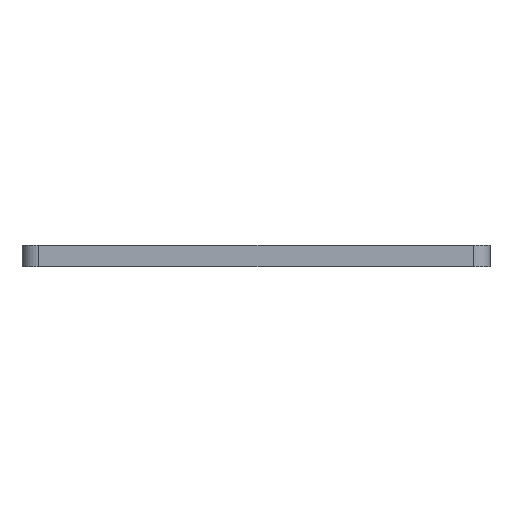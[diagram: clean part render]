
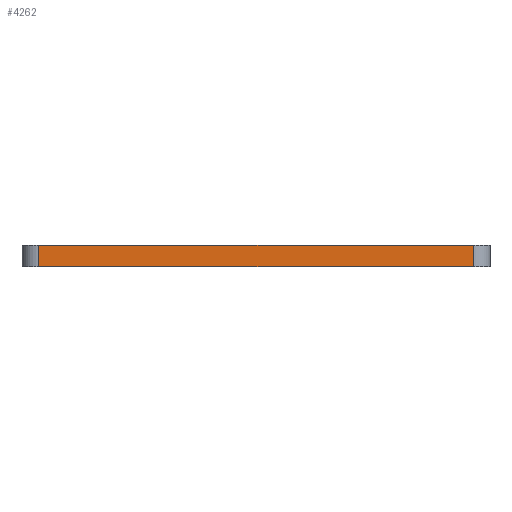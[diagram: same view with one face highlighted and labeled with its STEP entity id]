
A CAD part, front view. The second image highlights one B-rep face of the part: STEP entity #4262.
In plain terms, the highlighted planar face has unit normal (0, -1, 0).
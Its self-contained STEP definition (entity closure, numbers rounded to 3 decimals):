
#83 = PLANE('',#84);
#84 = AXIS2_PLACEMENT_3D('',#85,#86,#87);
#85 = CARTESIAN_POINT('',(148.454,-105.003,1.6));
#86 = DIRECTION('',(-0.,-0.,-1.));
#87 = DIRECTION('',(-1.,0.,0.));
#137 = PLANE('',#138);
#138 = AXIS2_PLACEMENT_3D('',#139,#140,#141);
#139 = CARTESIAN_POINT('',(148.454,-105.003,0.));
#140 = DIRECTION('',(-0.,-0.,-1.));
#141 = DIRECTION('',(-1.,0.,0.));
#170 = CYLINDRICAL_SURFACE('',#171,1.27);
#171 = AXIS2_PLACEMENT_3D('',#172,#173,#174);
#172 = CARTESIAN_POINT('',(131.991,-112.624,0.));
#173 = DIRECTION('',(-0.,-0.,-1.));
#174 = DIRECTION('',(1.,0.,-0.));
#480 = VERTEX_POINT('',#481);
#481 = CARTESIAN_POINT('',(165.011,-113.894,0.));
#500 = CYLINDRICAL_SURFACE('',#501,1.27);
#501 = AXIS2_PLACEMENT_3D('',#502,#503,#504);
#502 = CARTESIAN_POINT('',(165.011,-112.624,0.));
#503 = DIRECTION('',(-0.,-0.,-1.));
#504 = DIRECTION('',(1.,0.,-0.));
#512 = EDGE_CURVE('',#480,#513,#515,.T.);
#513 = VERTEX_POINT('',#514);
#514 = CARTESIAN_POINT('',(131.991,-113.894,0.));
#515 = SURFACE_CURVE('',#516,(#520,#527),.PCURVE_S1.);
#516 = LINE('',#517,#518);
#517 = CARTESIAN_POINT('',(165.011,-113.894,0.));
#518 = VECTOR('',#519,1.);
#519 = DIRECTION('',(-1.,0.,0.));
#520 = PCURVE('',#137,#521);
#521 = DEFINITIONAL_REPRESENTATION('',(#522),#526);
#522 = LINE('',#523,#524);
#523 = CARTESIAN_POINT('',(-16.557,-8.891));
#524 = VECTOR('',#525,1.);
#525 = DIRECTION('',(1.,0.));
#526 = ( GEOMETRIC_REPRESENTATION_CONTEXT(2) 
PARAMETRIC_REPRESENTATION_CONTEXT() REPRESENTATION_CONTEXT('2D SPACE',''
  ) );
#527 = PCURVE('',#528,#533);
#528 = PLANE('',#529);
#529 = AXIS2_PLACEMENT_3D('',#530,#531,#532);
#530 = CARTESIAN_POINT('',(165.011,-113.894,0.));
#531 = DIRECTION('',(0.,-1.,0.));
#532 = DIRECTION('',(-1.,0.,0.));
#533 = DEFINITIONAL_REPRESENTATION('',(#534),#538);
#534 = LINE('',#535,#536);
#535 = CARTESIAN_POINT('',(0.,0.));
#536 = VECTOR('',#537,1.);
#537 = DIRECTION('',(1.,0.));
#538 = ( GEOMETRIC_REPRESENTATION_CONTEXT(2) 
PARAMETRIC_REPRESENTATION_CONTEXT() REPRESENTATION_CONTEXT('2D SPACE',''
  ) );
#2564 = VERTEX_POINT('',#2565);
#2565 = CARTESIAN_POINT('',(165.011,-113.894,1.6));
#2591 = EDGE_CURVE('',#2564,#2592,#2594,.T.);
#2592 = VERTEX_POINT('',#2593);
#2593 = CARTESIAN_POINT('',(131.991,-113.894,1.6));
#2594 = SURFACE_CURVE('',#2595,(#2599,#2606),.PCURVE_S1.);
#2595 = LINE('',#2596,#2597);
#2596 = CARTESIAN_POINT('',(165.011,-113.894,1.6));
#2597 = VECTOR('',#2598,1.);
#2598 = DIRECTION('',(-1.,0.,0.));
#2599 = PCURVE('',#83,#2600);
#2600 = DEFINITIONAL_REPRESENTATION('',(#2601),#2605);
#2601 = LINE('',#2602,#2603);
#2602 = CARTESIAN_POINT('',(-16.557,-8.891));
#2603 = VECTOR('',#2604,1.);
#2604 = DIRECTION('',(1.,0.));
#2605 = ( GEOMETRIC_REPRESENTATION_CONTEXT(2) 
PARAMETRIC_REPRESENTATION_CONTEXT() REPRESENTATION_CONTEXT('2D SPACE',''
  ) );
#2606 = PCURVE('',#528,#2607);
#2607 = DEFINITIONAL_REPRESENTATION('',(#2608),#2612);
#2608 = LINE('',#2609,#2610);
#2609 = CARTESIAN_POINT('',(0.,-1.6));
#2610 = VECTOR('',#2611,1.);
#2611 = DIRECTION('',(1.,0.));
#2612 = ( GEOMETRIC_REPRESENTATION_CONTEXT(2) 
PARAMETRIC_REPRESENTATION_CONTEXT() REPRESENTATION_CONTEXT('2D SPACE',''
  ) );
#4214 = EDGE_CURVE('',#513,#2592,#4215,.T.);
#4215 = SURFACE_CURVE('',#4216,(#4220,#4227),.PCURVE_S1.);
#4216 = LINE('',#4217,#4218);
#4217 = CARTESIAN_POINT('',(131.991,-113.894,0.));
#4218 = VECTOR('',#4219,1.);
#4219 = DIRECTION('',(0.,0.,1.));
#4220 = PCURVE('',#170,#4221);
#4221 = DEFINITIONAL_REPRESENTATION('',(#4222),#4226);
#4222 = LINE('',#4223,#4224);
#4223 = CARTESIAN_POINT('',(-4.712,0.));
#4224 = VECTOR('',#4225,1.);
#4225 = DIRECTION('',(-0.,-1.));
#4226 = ( GEOMETRIC_REPRESENTATION_CONTEXT(2) 
PARAMETRIC_REPRESENTATION_CONTEXT() REPRESENTATION_CONTEXT('2D SPACE',''
  ) );
#4227 = PCURVE('',#528,#4228);
#4228 = DEFINITIONAL_REPRESENTATION('',(#4229),#4233);
#4229 = LINE('',#4230,#4231);
#4230 = CARTESIAN_POINT('',(33.02,0.));
#4231 = VECTOR('',#4232,1.);
#4232 = DIRECTION('',(0.,-1.));
#4233 = ( GEOMETRIC_REPRESENTATION_CONTEXT(2) 
PARAMETRIC_REPRESENTATION_CONTEXT() REPRESENTATION_CONTEXT('2D SPACE',''
  ) );
#4262 = ADVANCED_FACE('',(#4263),#528,.T.);
#4263 = FACE_BOUND('',#4264,.T.);
#4264 = EDGE_LOOP('',(#4265,#4286,#4287,#4288));
#4265 = ORIENTED_EDGE('',*,*,#4266,.T.);
#4266 = EDGE_CURVE('',#480,#2564,#4267,.T.);
#4267 = SURFACE_CURVE('',#4268,(#4272,#4279),.PCURVE_S1.);
#4268 = LINE('',#4269,#4270);
#4269 = CARTESIAN_POINT('',(165.011,-113.894,0.));
#4270 = VECTOR('',#4271,1.);
#4271 = DIRECTION('',(0.,0.,1.));
#4272 = PCURVE('',#528,#4273);
#4273 = DEFINITIONAL_REPRESENTATION('',(#4274),#4278);
#4274 = LINE('',#4275,#4276);
#4275 = CARTESIAN_POINT('',(0.,0.));
#4276 = VECTOR('',#4277,1.);
#4277 = DIRECTION('',(0.,-1.));
#4278 = ( GEOMETRIC_REPRESENTATION_CONTEXT(2) 
PARAMETRIC_REPRESENTATION_CONTEXT() REPRESENTATION_CONTEXT('2D SPACE',''
  ) );
#4279 = PCURVE('',#500,#4280);
#4280 = DEFINITIONAL_REPRESENTATION('',(#4281),#4285);
#4281 = LINE('',#4282,#4283);
#4282 = CARTESIAN_POINT('',(-4.712,0.));
#4283 = VECTOR('',#4284,1.);
#4284 = DIRECTION('',(-0.,-1.));
#4285 = ( GEOMETRIC_REPRESENTATION_CONTEXT(2) 
PARAMETRIC_REPRESENTATION_CONTEXT() REPRESENTATION_CONTEXT('2D SPACE',''
  ) );
#4286 = ORIENTED_EDGE('',*,*,#2591,.T.);
#4287 = ORIENTED_EDGE('',*,*,#4214,.F.);
#4288 = ORIENTED_EDGE('',*,*,#512,.F.);
